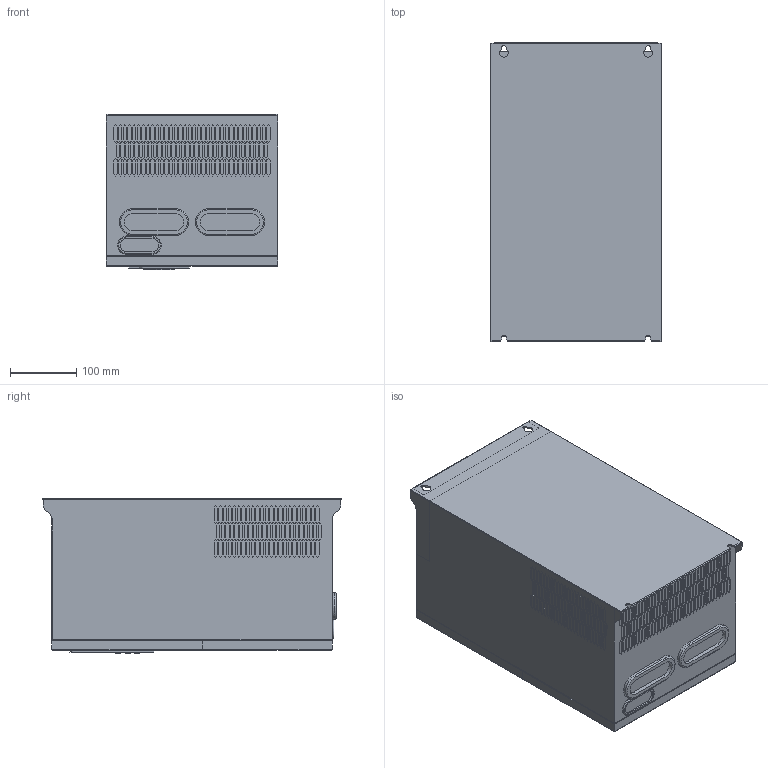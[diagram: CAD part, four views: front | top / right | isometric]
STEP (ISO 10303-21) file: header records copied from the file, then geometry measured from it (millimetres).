
FILE_DESCRIPTION (( 'STEP AP203' ), '1' );
FILE_NAME ('Ï× Ê750 380Â 3Ô 37-45êÂò 75-91À ONI.STEP', '2023-01-12T12:40:59', ( '' ), ( '' ), 'SwSTEP 2.0', 'SolidWorks 2022', '' );
FILE_SCHEMA (( 'CONFIG_CONTROL_DESIGN' ));
Length unit declared in the file: millimetre
Products named in the file (1): ПЧ К750 380В 3Ф 37-45кВт 75-91А ONI
Bounding box: 260 x 452.4 x 235 mm (x, y, z)
Volume: 24933012.8 mm3; surface area: 634304.7 mm2
Topology: 1 solids, 1 shells, 3040 faces, 8078 edges, 5361 vertices
Faces by surface type: plane 2419, cylinder 609, torus 6, bspline 4, sphere 2
Entity records: 93646 total; most frequent: CARTESIAN_POINT 16630, ORIENTED_EDGE 16154, DIRECTION 15357, EDGE_CURVE 8077, VECTOR 6843, LINE 6843, VERTEX_POINT 5362, AXIS2_PLACEMENT_3D 4257
